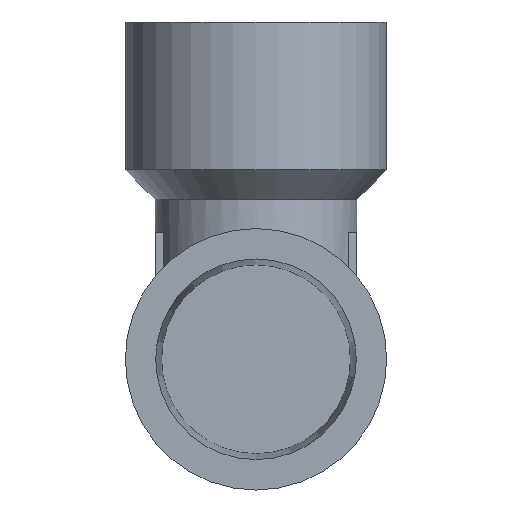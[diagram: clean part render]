
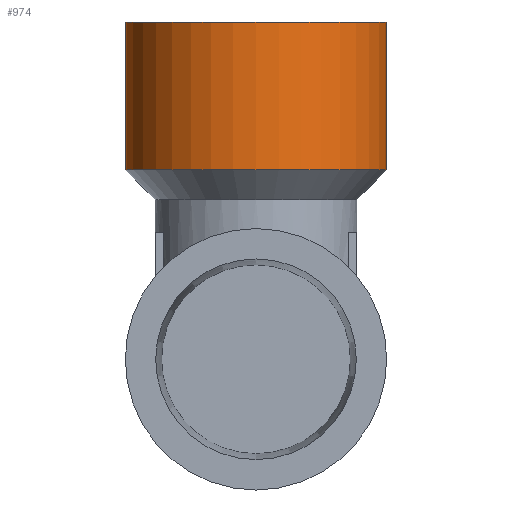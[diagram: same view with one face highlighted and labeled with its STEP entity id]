
A CAD part, front view. The second image highlights one B-rep face of the part: STEP entity #974.
In plain terms, the highlighted cylindrical face has radius 13.1 mm (diameter 26.2 mm), a full revolution.
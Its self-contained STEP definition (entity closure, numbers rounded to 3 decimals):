
#151=CYLINDRICAL_SURFACE('',#1052,13.1);
#301=ORIENTED_EDGE('',*,*,#401,.T.);
#302=ORIENTED_EDGE('',*,*,#402,.T.);
#401=EDGE_CURVE('',#461,#461,#495,.F.);
#402=EDGE_CURVE('',#462,#462,#496,.T.);
#461=VERTEX_POINT('',#1446);
#462=VERTEX_POINT('',#1448);
#495=CIRCLE('',#1053,13.1);
#496=CIRCLE('',#1054,13.1);
#541=EDGE_LOOP('',(#301));
#542=EDGE_LOOP('',(#302));
#603=FACE_BOUND('',#541,.T.);
#604=FACE_BOUND('',#542,.T.);
#974=ADVANCED_FACE('',(#603,#604),#151,.T.);
#1052=AXIS2_PLACEMENT_3D('',#1444,#1242,#1243);
#1053=AXIS2_PLACEMENT_3D('',#1445,#1244,#1245);
#1054=AXIS2_PLACEMENT_3D('',#1447,#1246,#1247);
#1242=DIRECTION('',(0.,0.,-1.));
#1243=DIRECTION('',(-1.,0.,0.));
#1244=DIRECTION('',(0.,0.,-1.));
#1245=DIRECTION('',(-1.,0.,0.));
#1246=DIRECTION('',(0.,0.,-1.));
#1247=DIRECTION('',(1.,0.,0.));
#1444=CARTESIAN_POINT('',(0.,16.1,33.8));
#1445=CARTESIAN_POINT('',(0.,16.1,19.));
#1446=CARTESIAN_POINT('',(-13.1,16.1,19.));
#1447=CARTESIAN_POINT('',(0.,16.1,33.8));
#1448=CARTESIAN_POINT('',(13.1,16.1,33.8));
